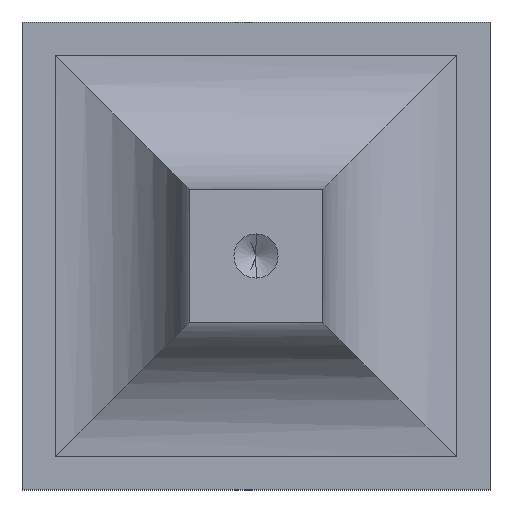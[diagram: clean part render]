
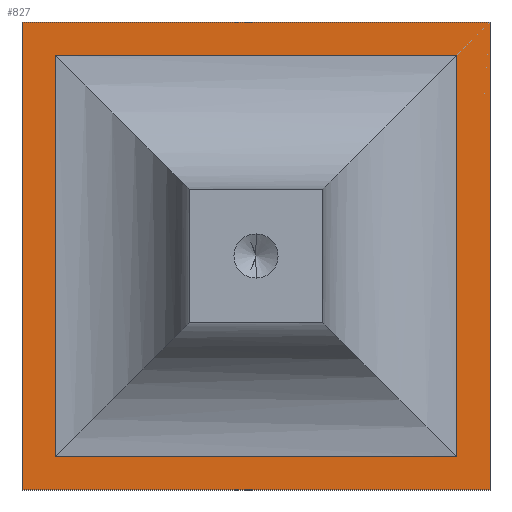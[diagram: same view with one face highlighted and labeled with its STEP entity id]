
A CAD part, front view. The second image highlights one B-rep face of the part: STEP entity #827.
In plain terms, the highlighted planar face has unit normal (0, -1, 0).
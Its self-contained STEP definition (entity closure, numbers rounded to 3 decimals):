
#21 = ORIENTED_EDGE ( 'NONE', *, *, #602, .F. ) ;
#37 = ORIENTED_EDGE ( 'NONE', *, *, #586, .F. ) ;
#39 = VECTOR ( 'NONE', #188, 1000. ) ;
#57 = CARTESIAN_POINT ( 'NONE',  ( 17.5, 17.5, -17.5 ) ) ;
#59 = VERTEX_POINT ( 'NONE', #775 ) ;
#72 = VERTEX_POINT ( 'NONE', #555 ) ;
#78 = DIRECTION ( 'NONE',  ( 0., 0., 1. ) ) ;
#110 = DIRECTION ( 'NONE',  ( 0., 0., 1. ) ) ;
#112 = CARTESIAN_POINT ( 'NONE',  ( -15., 17.5, -15. ) ) ;
#149 = CARTESIAN_POINT ( 'NONE',  ( 17.5, 17.5, 17.5 ) ) ;
#159 = VERTEX_POINT ( 'NONE', #57 ) ;
#168 = VERTEX_POINT ( 'NONE', #483 ) ;
#173 = CARTESIAN_POINT ( 'NONE',  ( -15., 17.5, -17.5 ) ) ;
#176 = CARTESIAN_POINT ( 'NONE',  ( -15., 17.5, 15. ) ) ;
#188 = DIRECTION ( 'NONE',  ( -1., 0., 0. ) ) ;
#223 = VERTEX_POINT ( 'NONE', #340 ) ;
#229 = LINE ( 'NONE', #149, #819 ) ;
#243 = LINE ( 'NONE', #684, #790 ) ;
#244 = PLANE ( 'NONE',  #915 ) ;
#277 = EDGE_CURVE ( 'NONE', #72, #223, #229, .T. ) ;
#317 = FACE_BOUND ( 'NONE', #604, .T. ) ;
#324 = LINE ( 'NONE', #770, #39 ) ;
#338 = ORIENTED_EDGE ( 'NONE', *, *, #841, .F. ) ;
#340 = CARTESIAN_POINT ( 'NONE',  ( -17.5, 17.5, 17.5 ) ) ;
#342 = VECTOR ( 'NONE', #671, 1000. ) ;
#354 = CARTESIAN_POINT ( 'NONE',  ( 17.5, 17.5, -17.5 ) ) ;
#362 = LINE ( 'NONE', #871, #568 ) ;
#397 = EDGE_CURVE ( 'NONE', #72, #159, #362, .T. ) ;
#418 = EDGE_CURVE ( 'NONE', #59, #438, #324, .T. ) ;
#420 = ORIENTED_EDGE ( 'NONE', *, *, #277, .T. ) ;
#434 = DIRECTION ( 'NONE',  ( -1., 0., 0. ) ) ;
#438 = VERTEX_POINT ( 'NONE', #112 ) ;
#439 = LINE ( 'NONE', #354, #542 ) ;
#458 = EDGE_CURVE ( 'NONE', #438, #666, #477, .T. ) ;
#459 = LINE ( 'NONE', #755, #872 ) ;
#477 = LINE ( 'NONE', #173, #702 ) ;
#483 = CARTESIAN_POINT ( 'NONE',  ( -17.5, 17.5, -17.5 ) ) ;
#493 = ORIENTED_EDGE ( 'NONE', *, *, #458, .T. ) ;
#508 = DIRECTION ( 'NONE',  ( 0., 0., -1. ) ) ;
#518 = DIRECTION ( 'NONE',  ( 0., 0., -1. ) ) ;
#529 = CARTESIAN_POINT ( 'NONE',  ( 17.5, 17.5, 17.5 ) ) ;
#538 = ORIENTED_EDGE ( 'NONE', *, *, #397, .F. ) ;
#542 = VECTOR ( 'NONE', #434, 1000. ) ;
#555 = CARTESIAN_POINT ( 'NONE',  ( 17.5, 17.5, 17.5 ) ) ;
#562 = ORIENTED_EDGE ( 'NONE', *, *, #418, .T. ) ;
#568 = VECTOR ( 'NONE', #508, 1000. ) ;
#586 = EDGE_CURVE ( 'NONE', #893, #666, #894, .T. ) ;
#602 = EDGE_CURVE ( 'NONE', #59, #893, #459, .T. ) ;
#604 = EDGE_LOOP ( 'NONE', ( #21, #562, #493, #37 ) ) ;
#645 = CARTESIAN_POINT ( 'NONE',  ( 15., 17.5, 15. ) ) ;
#647 = DIRECTION ( 'NONE',  ( -1., 0., 0. ) ) ;
#666 = VERTEX_POINT ( 'NONE', #176 ) ;
#671 = DIRECTION ( 'NONE',  ( -1., 0., 0. ) ) ;
#677 = CARTESIAN_POINT ( 'NONE',  ( 17.5, 17.5, 15. ) ) ;
#682 = ORIENTED_EDGE ( 'NONE', *, *, #726, .T. ) ;
#684 = CARTESIAN_POINT ( 'NONE',  ( -17.5, 17.5, 17.5 ) ) ;
#702 = VECTOR ( 'NONE', #110, 1000. ) ;
#726 = EDGE_CURVE ( 'NONE', #223, #168, #243, .T. ) ;
#755 = CARTESIAN_POINT ( 'NONE',  ( 15., 17.5, -17.5 ) ) ;
#765 = EDGE_LOOP ( 'NONE', ( #682, #338, #538, #420 ) ) ;
#770 = CARTESIAN_POINT ( 'NONE',  ( 17.5, 17.5, -15. ) ) ;
#775 = CARTESIAN_POINT ( 'NONE',  ( 15., 17.5, -15. ) ) ;
#790 = VECTOR ( 'NONE', #518, 1000. ) ;
#819 = VECTOR ( 'NONE', #647, 1000. ) ;
#827 = ADVANCED_FACE ( 'NONE', ( #317, #898 ), #244, .F. ) ;
#841 = EDGE_CURVE ( 'NONE', #159, #168, #439, .T. ) ;
#871 = CARTESIAN_POINT ( 'NONE',  ( 17.5, 17.5, -15. ) ) ;
#872 = VECTOR ( 'NONE', #901, 1000. ) ;
#893 = VERTEX_POINT ( 'NONE', #645 ) ;
#894 = LINE ( 'NONE', #677, #342 ) ;
#898 = FACE_OUTER_BOUND ( 'NONE', #765, .T. ) ;
#901 = DIRECTION ( 'NONE',  ( 0., 0., 1. ) ) ;
#904 = DIRECTION ( 'NONE',  ( 0., 1., 0. ) ) ;
#915 = AXIS2_PLACEMENT_3D ( 'NONE', #529, #904, #78 ) ;
